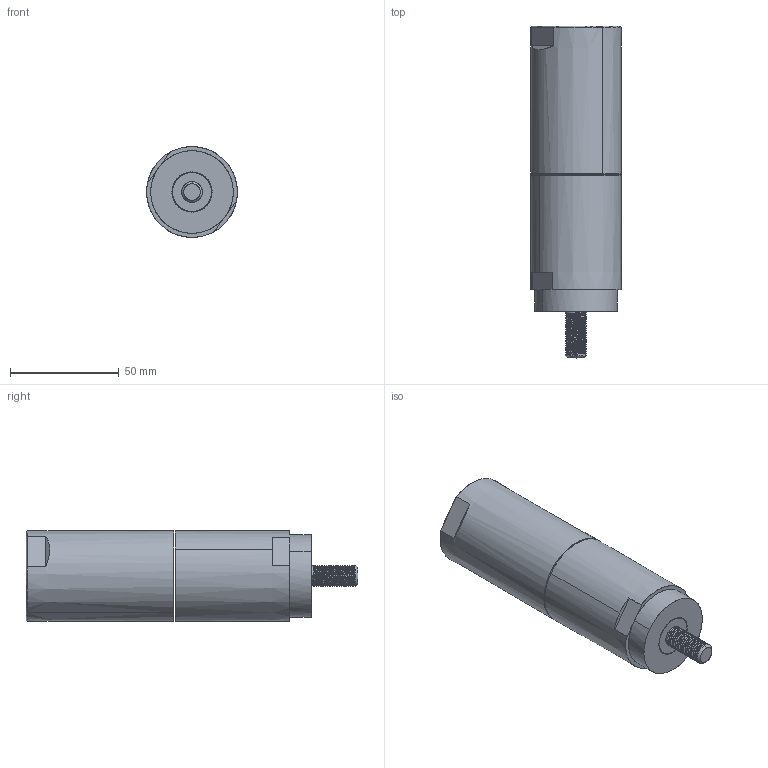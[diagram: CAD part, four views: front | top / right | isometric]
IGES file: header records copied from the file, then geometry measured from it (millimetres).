
Start section: SolidWorks IGES file using analytic representation for surfaces
Global section: file name: OSM45-080LRV.IGS; native system: SolidWorks 2021; preprocessor: SolidWorks 2021; author: hallederi; date: 220125.020332; units: millimetre
Bounding box: 41.75 x 152.8 x 41.77 mm (x, y, z)
Surface area: 22728.3 mm2 (no closed solid volume)
Topology: 0 solids, 0 shells, 100 faces, 1798 edges, 1798 vertices
Faces by surface type: revolution 70, bspline 30
